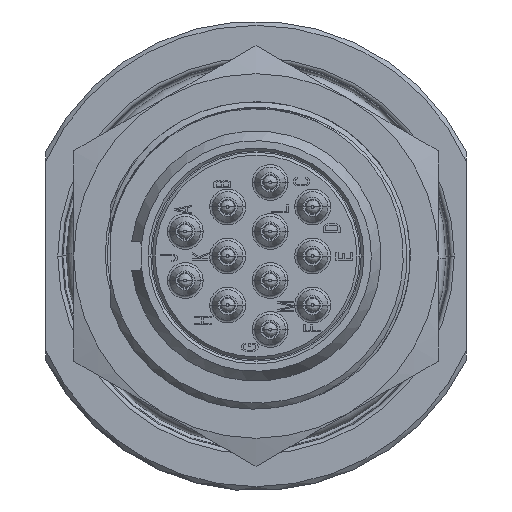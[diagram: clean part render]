
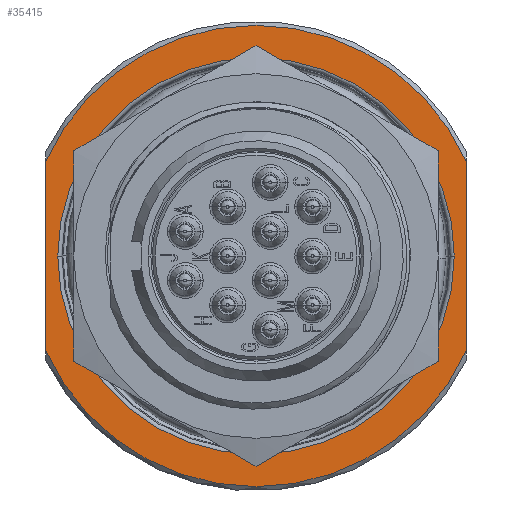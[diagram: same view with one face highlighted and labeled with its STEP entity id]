
A CAD part, left-side view. The second image highlights one B-rep face of the part: STEP entity #35415.
In plain terms, the highlighted planar face has unit normal (-1, 0, 0).
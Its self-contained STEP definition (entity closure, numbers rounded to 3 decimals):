
#247=DIRECTION('',(0.,0.,-1.));
#248=VECTOR('',#247,13.506);
#249=CARTESIAN_POINT('',(20.5,15.,6.753));
#250=LINE('2450',#249,#248);
#251=CARTESIAN_POINT('',(20.5,0.,0.));
#252=DIRECTION('',(1.,0.,0.));
#253=DIRECTION('',(0.,0.912,0.411));
#254=AXIS2_PLACEMENT_3D('',#251,#252,#253);
#256=DIRECTION('',(0.,0.,1.));
#257=VECTOR('',#256,13.506);
#258=CARTESIAN_POINT('',(20.5,-15.,-6.753));
#259=LINE('2451',#258,#257);
#260=CARTESIAN_POINT('',(20.5,0.,0.));
#261=DIRECTION('',(-1.,0.,0.));
#262=DIRECTION('',(0.,0.912,-0.411));
#263=AXIS2_PLACEMENT_3D('',#260,#261,#262);
#275=CARTESIAN_POINT('',(20.5,0.,0.));
#276=DIRECTION('',(1.,0.,0.));
#277=DIRECTION('',(0.,-1.,0.));
#278=AXIS2_PLACEMENT_3D('',#275,#276,#277);
#290=CARTESIAN_POINT('',(20.5,0.,0.));
#291=DIRECTION('',(1.,0.,0.));
#292=DIRECTION('',(0.,1.,0.));
#293=AXIS2_PLACEMENT_3D('',#290,#291,#292);
#29400=CARTESIAN_POINT('',(20.5,15.,6.753));
#29401=CARTESIAN_POINT('',(20.5,15.,-6.753));
#29402=VERTEX_POINT('',#29400);
#29403=VERTEX_POINT('',#29401);
#29404=CARTESIAN_POINT('',(20.5,-15.,-6.753));
#29405=CARTESIAN_POINT('',(20.5,-15.,6.753));
#29406=VERTEX_POINT('',#29404);
#29407=VERTEX_POINT('',#29405);
#29444=CARTESIAN_POINT('',(20.5,-14.139,0.));
#29445=CARTESIAN_POINT('',(20.5,14.139,0.));
#29446=VERTEX_POINT('',#29444);
#29447=VERTEX_POINT('',#29445);
#35397=CARTESIAN_POINT('',(20.5,0.,0.));
#35398=DIRECTION('',(1.,0.,0.));
#35399=DIRECTION('',(0.,-1.,0.));
#35400=AXIS2_PLACEMENT_3D('',#35397,#35398,#35399);
#35401=PLANE('249',#35400);
#35402=ORIENTED_EDGE('2450',*,*,#35310,.F.);
#35404=ORIENTED_EDGE('2465',*,*,#35403,.T.);
#35405=ORIENTED_EDGE('2451',*,*,#35347,.F.);
#35406=ORIENTED_EDGE('2469',*,*,#35390,.F.);
#35407=EDGE_LOOP('249',(#35402,#35404,#35405,#35406));
#35408=FACE_OUTER_BOUND('249',#35407,.F.);
#35410=ORIENTED_EDGE('2491',*,*,#35409,.F.);
#35412=ORIENTED_EDGE('2493',*,*,#35411,.F.);
#35413=EDGE_LOOP('249',(#35410,#35412));
#35414=FACE_BOUND('249',#35413,.F.);
#255=CIRCLE('2465',#254,16.45);
#264=CIRCLE('2469',#263,16.45);
#279=CIRCLE('2491',#278,14.139);
#294=CIRCLE('2493',#293,14.139);
#35310=EDGE_CURVE('2450',#29402,#29403,#250,.T.);
#35347=EDGE_CURVE('2451',#29406,#29407,#259,.T.);
#35390=EDGE_CURVE('2469',#29403,#29406,#264,.T.);
#35403=EDGE_CURVE('2465',#29402,#29407,#255,.T.);
#35409=EDGE_CURVE('2491',#29446,#29447,#279,.T.);
#35411=EDGE_CURVE('2493',#29447,#29446,#294,.T.);
#35415=ADVANCED_FACE('249',(#35408,#35414),#35401,.F.);
